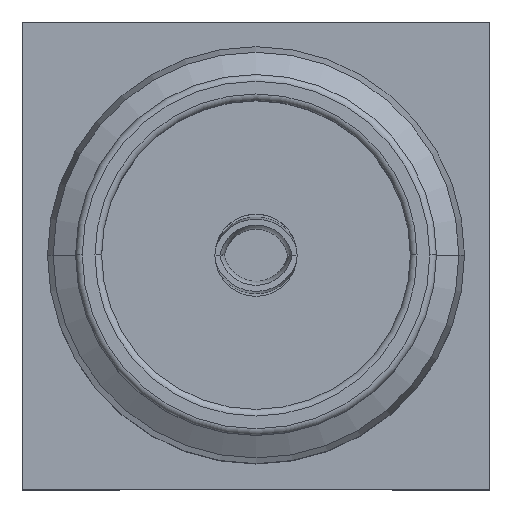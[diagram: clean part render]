
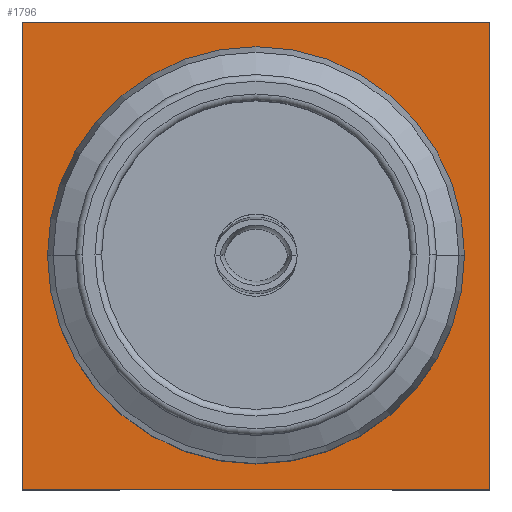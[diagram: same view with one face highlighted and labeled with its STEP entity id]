
A CAD part, top view. The second image highlights one B-rep face of the part: STEP entity #1796.
In plain terms, the highlighted planar face has unit normal (0, 0, 1).
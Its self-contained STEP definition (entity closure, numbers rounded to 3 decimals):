
#56 = CARTESIAN_POINT ( 'NONE',  ( 3.1, 0., -7.75 ) ) ;
#179 = DIRECTION ( 'NONE',  ( 0., 0., -1. ) ) ;
#198 = AXIS2_PLACEMENT_3D ( 'NONE', #223, #179, #216 ) ;
#204 = PLANE ( 'NONE',  #198 ) ;
#216 = DIRECTION ( 'NONE',  ( -1., 0., 0. ) ) ;
#223 = CARTESIAN_POINT ( 'NONE',  ( 0., 3.1, -7.75 ) ) ;
#251 = FACE_BOUND ( 'NONE', #1856, .T. ) ;
#265 = FACE_OUTER_BOUND ( 'NONE', #1936, .T. ) ;
#344 = DIRECTION ( 'NONE',  ( 0., -1., 0. ) ) ;
#345 = VECTOR ( 'NONE', #344, 1000. ) ;
#362 = CARTESIAN_POINT ( 'NONE',  ( 3.5, 3.1, -7.75 ) ) ;
#363 = LINE ( 'NONE', #362, #345 ) ;
#415 = LINE ( 'NONE', #417, #421 ) ;
#417 = CARTESIAN_POINT ( 'NONE',  ( -3.5, 3.1, -7.75 ) ) ;
#421 = VECTOR ( 'NONE', #422, 1000. ) ;
#422 = DIRECTION ( 'NONE',  ( 0., 1., 0. ) ) ;
#471 = CARTESIAN_POINT ( 'NONE',  ( 3.5, 3.5, -7.75 ) ) ;
#510 = CARTESIAN_POINT ( 'NONE',  ( -3.5, 3.5, -7.75 ) ) ;
#514 = CARTESIAN_POINT ( 'NONE',  ( 0., -3.5, -7.75 ) ) ;
#515 = LINE ( 'NONE', #514, #545 ) ;
#534 = DIRECTION ( 'NONE',  ( 1., 0., 0. ) ) ;
#535 = VECTOR ( 'NONE', #534, 1000. ) ;
#536 = CARTESIAN_POINT ( 'NONE',  ( 0., 3.5, -7.75 ) ) ;
#537 = LINE ( 'NONE', #536, #535 ) ;
#544 = DIRECTION ( 'NONE',  ( -1., 0., 0. ) ) ;
#545 = VECTOR ( 'NONE', #544, 1000. ) ;
#565 = CARTESIAN_POINT ( 'NONE',  ( 3.5, -3.5, -7.75 ) ) ;
#627 = CARTESIAN_POINT ( 'NONE',  ( -3.5, -3.5, -7.75 ) ) ;
#630 = DIRECTION ( 'NONE',  ( 1., 0., 0. ) ) ;
#631 = DIRECTION ( 'NONE',  ( 0., 0., 1. ) ) ;
#632 = CARTESIAN_POINT ( 'NONE',  ( 0., 0., -7.75 ) ) ;
#633 = AXIS2_PLACEMENT_3D ( 'NONE', #632, #631, #630 ) ;
#634 = CIRCLE ( 'NONE', #633, 3.1 ) ;
#1663 = VERTEX_POINT ( 'NONE', #3317 ) ;
#1666 = EDGE_CURVE ( 'NONE', #1734, #1663, #3306, .T. ) ;
#1734 = VERTEX_POINT ( 'NONE', #56 ) ;
#1796 = ADVANCED_FACE ( 'NONE', ( #251, #265 ), #204, .F. ) ;
#1826 = ORIENTED_EDGE ( 'NONE', *, *, #1666, .F. ) ;
#1845 = EDGE_CURVE ( 'NONE', #1885, #1920, #363, .T. ) ;
#1846 = ORIENTED_EDGE ( 'NONE', *, *, #1883, .F. ) ;
#1856 = EDGE_LOOP ( 'NONE', ( #1826, #1904 ) ) ;
#1883 = EDGE_CURVE ( 'NONE', #1937, #1906, #415, .T. ) ;
#1885 = VERTEX_POINT ( 'NONE', #471 ) ;
#1886 = ORIENTED_EDGE ( 'NONE', *, *, #1914, .F. ) ;
#1887 = ORIENTED_EDGE ( 'NONE', *, *, #1917, .F. ) ;
#1904 = ORIENTED_EDGE ( 'NONE', *, *, #1931, .F. ) ;
#1906 = VERTEX_POINT ( 'NONE', #510 ) ;
#1914 = EDGE_CURVE ( 'NONE', #1906, #1885, #537, .T. ) ;
#1916 = ORIENTED_EDGE ( 'NONE', *, *, #1845, .F. ) ;
#1917 = EDGE_CURVE ( 'NONE', #1920, #1937, #515, .T. ) ;
#1920 = VERTEX_POINT ( 'NONE', #565 ) ;
#1931 = EDGE_CURVE ( 'NONE', #1663, #1734, #634, .T. ) ;
#1936 = EDGE_LOOP ( 'NONE', ( #1846, #1887, #1916, #1886 ) ) ;
#1937 = VERTEX_POINT ( 'NONE', #627 ) ;
#3306 = CIRCLE ( 'NONE', #3311, 3.1 ) ;
#3311 = AXIS2_PLACEMENT_3D ( 'NONE', #3320, #3346, #3331 ) ;
#3317 = CARTESIAN_POINT ( 'NONE',  ( -3.1, 0., -7.75 ) ) ;
#3320 = CARTESIAN_POINT ( 'NONE',  ( 0., 0., -7.75 ) ) ;
#3331 = DIRECTION ( 'NONE',  ( 1., 0., 0. ) ) ;
#3346 = DIRECTION ( 'NONE',  ( 0., 0., 1. ) ) ;
